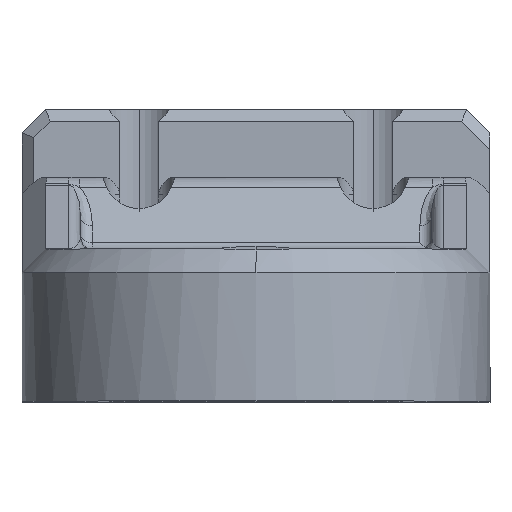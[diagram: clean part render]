
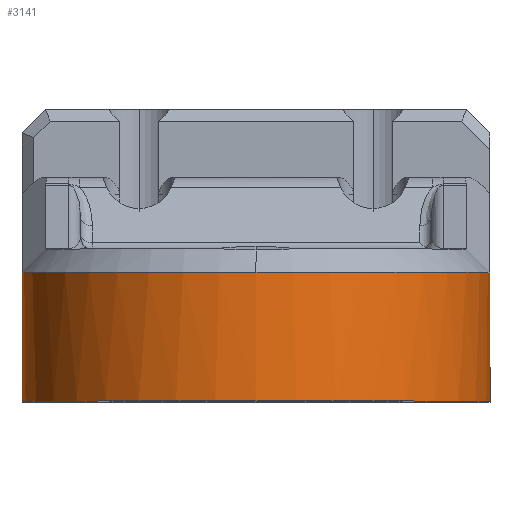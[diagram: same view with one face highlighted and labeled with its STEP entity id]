
A CAD part, top view. The second image highlights one B-rep face of the part: STEP entity #3141.
In plain terms, the highlighted cylindrical face has radius 20 mm (diameter 40 mm), a partial arc.
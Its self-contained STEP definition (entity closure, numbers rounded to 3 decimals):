
#25 = CARTESIAN_POINT ( 'NONE',  ( 0., 1.5, 24.44 ) ) ;
#202 = CARTESIAN_POINT ( 'NONE',  ( 20., -0.663, 24.44 ) ) ;
#214 = VERTEX_POINT ( 'NONE', #2574 ) ;
#252 = CARTESIAN_POINT ( 'NONE',  ( 0., -11.5, 24.44 ) ) ;
#254 = DIRECTION ( 'NONE',  ( 0., 0., 1. ) ) ;
#304 = VERTEX_POINT ( 'NONE', #2034 ) ;
#396 = CARTESIAN_POINT ( 'NONE',  ( -19.996, -0.5, 24.054 ) ) ;
#422 = VERTEX_POINT ( 'NONE', #3934 ) ;
#428 = EDGE_LOOP ( 'NONE', ( #5349, #3452, #4234, #3012, #5450, #5642, #1672 ) ) ;
#694 = CIRCLE ( 'NONE', #4102, 20. ) ;
#786 = CARTESIAN_POINT ( 'NONE',  ( -19.996, -0.5, 24.054 ) ) ;
#914 = CARTESIAN_POINT ( 'NONE',  ( 20., -11.5, 24.44 ) ) ;
#1006 = AXIS2_PLACEMENT_3D ( 'NONE', #252, #1556, #2852 ) ;
#1014 = VERTEX_POINT ( 'NONE', #1621 ) ;
#1098 = CARTESIAN_POINT ( 'NONE',  ( 20., -0.61, 24.311 ) ) ;
#1281 = CARTESIAN_POINT ( 'NONE',  ( -20., -0.663, 24.44 ) ) ;
#1466 = LINE ( 'NONE', #3833, #3648 ) ;
#1556 = DIRECTION ( 'NONE',  ( 0., 1., 0. ) ) ;
#1595 = CIRCLE ( 'NONE', #5085, 20. ) ;
#1621 = CARTESIAN_POINT ( 'NONE',  ( 20., -0.663, 24.44 ) ) ;
#1672 = ORIENTED_EDGE ( 'NONE', *, *, #2884, .T. ) ;
#1908 = CARTESIAN_POINT ( 'NONE',  ( 20., 1.5, 24.44 ) ) ;
#1913 = EDGE_CURVE ( 'NONE', #4527, #3038, #1595, .T. ) ;
#1943 = EDGE_CURVE ( 'NONE', #304, #422, #1466, .T. ) ;
#1993 = CARTESIAN_POINT ( 'NONE',  ( 19.996, -0.5, 24.054 ) ) ;
#2004 = FACE_OUTER_BOUND ( 'NONE', #428, .T. ) ;
#2034 = CARTESIAN_POINT ( 'NONE',  ( -20., -11.5, 24.44 ) ) ;
#2216 = EDGE_CURVE ( 'NONE', #1014, #3856, #5435, .T. ) ;
#2551 = EDGE_CURVE ( 'NONE', #3038, #422, #3776, .T. ) ;
#2574 = CARTESIAN_POINT ( 'NONE',  ( 19.996, -0.5, 24.054 ) ) ;
#2852 = DIRECTION ( 'NONE',  ( 0., 0., 1. ) ) ;
#2872 = CARTESIAN_POINT ( 'NONE',  ( 0., -0.5, 24.44 ) ) ;
#2884 = EDGE_CURVE ( 'NONE', #1014, #214, #3320, .T. ) ;
#2911 = EDGE_CURVE ( 'NONE', #214, #4527, #694, .T. ) ;
#3012 = ORIENTED_EDGE ( 'NONE', *, *, #1943, .F. ) ;
#3038 = VERTEX_POINT ( 'NONE', #786 ) ;
#3141 = ADVANCED_FACE ( 'NONE', ( #2004 ), #3558, .T. ) ;
#3142 = DIRECTION ( 'NONE',  ( 0., 0., -1. ) ) ;
#3171 = VECTOR ( 'NONE', #4971, 1000. ) ;
#3320 =( BOUNDED_CURVE ( )  B_SPLINE_CURVE ( 3, ( #202, #1098, #4606, #1993 ),
 .UNSPECIFIED., .F., .T. ) 
 B_SPLINE_CURVE_WITH_KNOTS ( ( 4, 4 ),
 ( 0.364, 0.383 ),
 .UNSPECIFIED. ) 
 CURVE ( )  GEOMETRIC_REPRESENTATION_ITEM ( )  RATIONAL_B_SPLINE_CURVE ( ( 1., 1., 1., 1. ) ) 
 REPRESENTATION_ITEM ( '' )  );
#3452 = ORIENTED_EDGE ( 'NONE', *, *, #1913, .T. ) ;
#3539 = DIRECTION ( 'NONE',  ( 0., -1., 0. ) ) ;
#3558 = CYLINDRICAL_SURFACE ( 'NONE', #4146, 20. ) ;
#3648 = VECTOR ( 'NONE', #5633, 1000. ) ;
#3776 =( BOUNDED_CURVE ( )  B_SPLINE_CURVE ( 3, ( #396, #3899, #4345, #1281 ),
 .UNSPECIFIED., .F., .T. ) 
 B_SPLINE_CURVE_WITH_KNOTS ( ( 4, 4 ),
 ( 5.9, 5.919 ),
 .UNSPECIFIED. ) 
 CURVE ( )  GEOMETRIC_REPRESENTATION_ITEM ( )  RATIONAL_B_SPLINE_CURVE ( ( 1., 1., 1., 1. ) ) 
 REPRESENTATION_ITEM ( '' )  );
#3833 = CARTESIAN_POINT ( 'NONE',  ( -20., 1.5, 24.44 ) ) ;
#3853 = DIRECTION ( 'NONE',  ( 0., -1., 0. ) ) ;
#3856 = VERTEX_POINT ( 'NONE', #914 ) ;
#3899 = CARTESIAN_POINT ( 'NONE',  ( -19.999, -0.556, 24.183 ) ) ;
#3934 = CARTESIAN_POINT ( 'NONE',  ( -20., -0.663, 24.44 ) ) ;
#4077 = EDGE_CURVE ( 'NONE', #304, #3856, #4349, .T. ) ;
#4102 = AXIS2_PLACEMENT_3D ( 'NONE', #5503, #5522, #254 ) ;
#4146 = AXIS2_PLACEMENT_3D ( 'NONE', #25, #3539, #3142 ) ;
#4234 = ORIENTED_EDGE ( 'NONE', *, *, #2551, .T. ) ;
#4345 = CARTESIAN_POINT ( 'NONE',  ( -20., -0.61, 24.311 ) ) ;
#4349 = CIRCLE ( 'NONE', #1006, 20. ) ;
#4527 = VERTEX_POINT ( 'NONE', #5477 ) ;
#4606 = CARTESIAN_POINT ( 'NONE',  ( 19.999, -0.556, 24.183 ) ) ;
#4971 = DIRECTION ( 'NONE',  ( 0., -1., 0. ) ) ;
#5085 = AXIS2_PLACEMENT_3D ( 'NONE', #2872, #3853, #5657 ) ;
#5349 = ORIENTED_EDGE ( 'NONE', *, *, #2911, .T. ) ;
#5435 = LINE ( 'NONE', #1908, #3171 ) ;
#5450 = ORIENTED_EDGE ( 'NONE', *, *, #4077, .T. ) ;
#5477 = CARTESIAN_POINT ( 'NONE',  ( 0., -0.5, 44.44 ) ) ;
#5503 = CARTESIAN_POINT ( 'NONE',  ( 0., -0.5, 24.44 ) ) ;
#5522 = DIRECTION ( 'NONE',  ( 0., -1., 0. ) ) ;
#5633 = DIRECTION ( 'NONE',  ( 0., 1., 0. ) ) ;
#5642 = ORIENTED_EDGE ( 'NONE', *, *, #2216, .F. ) ;
#5657 = DIRECTION ( 'NONE',  ( 0., 0., 1. ) ) ;
